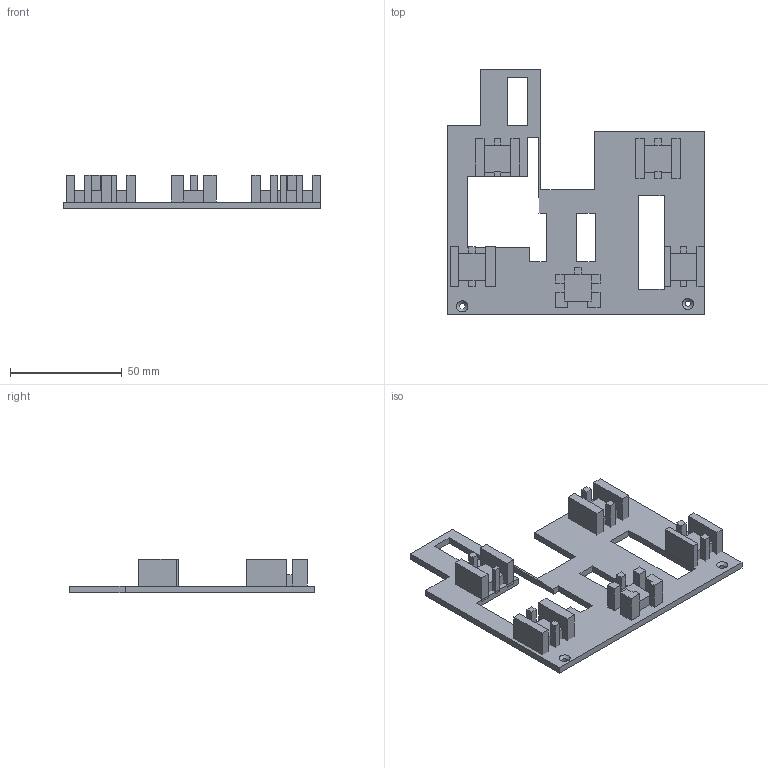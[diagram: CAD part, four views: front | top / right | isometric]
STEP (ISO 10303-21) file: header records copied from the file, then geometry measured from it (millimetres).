
FILE_DESCRIPTION(/* description */ (''),/* implementation_level */ '2;1');
FILE_NAME(/* name */ 'Nakladka.step',/* time_stamp */ '2026-01-26T15:18:15+01:00',/* author */ (''),/* organization */ (''),/* preprocessor_version */ 'ST-DEVELOPER v20.1',/* originating_system */ 'Autodesk Translation Framework v14.21.0.0',/* authorisation */ '');
FILE_SCHEMA (('AUTOMOTIVE_DESIGN { 1 0 10303 214 3 1 1 }'));
Length unit declared in the file: millimetre
Products named in the file (1): 2026-01-26-15-18-15-441
Bounding box: 115.47 x 110 x 15 mm (x, y, z)
Volume: 36091.6 mm3; surface area: 26863.8 mm2
Topology: 5 solids, 5 shells, 177 faces, 473 edges, 307 vertices
Faces by surface type: plane 173, cone 2, cylinder 2
Full cylindrical faces by diameter (mm): 2.529 x2
Entity records: 5426 total; most frequent: CARTESIAN_POINT 958, ORIENTED_EDGE 946, DIRECTION 835, EDGE_CURVE 473, LINE 467, VECTOR 467, VERTEX_POINT 307, EDGE_LOOP 190
